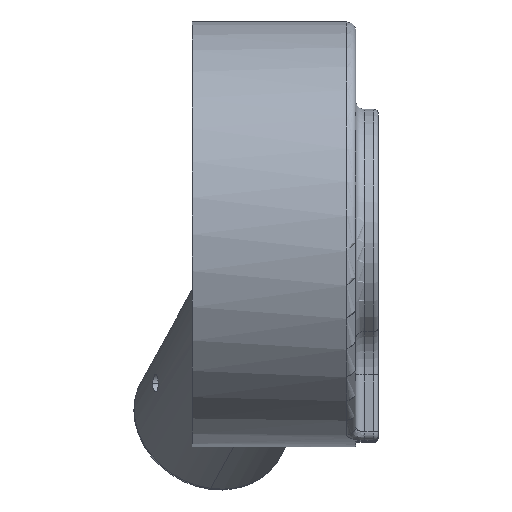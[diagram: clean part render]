
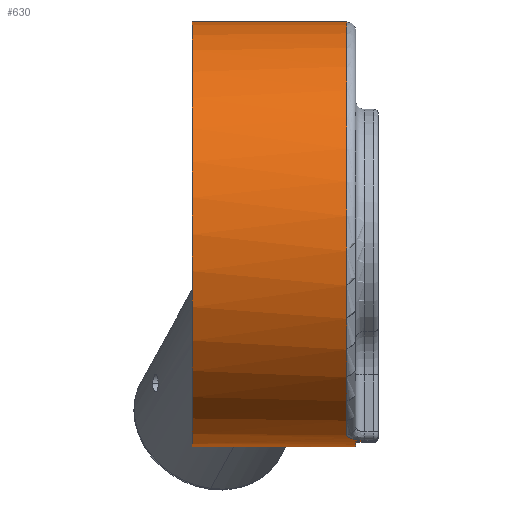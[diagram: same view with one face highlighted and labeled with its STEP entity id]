
A CAD part, left-side view. The second image highlights one B-rep face of the part: STEP entity #630.
In plain terms, the highlighted cylindrical face has radius 47.5 mm (diameter 95 mm), a partial arc.
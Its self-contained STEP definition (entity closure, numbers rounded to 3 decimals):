
#63 = ORIENTED_EDGE ( 'NONE', *, *, #451, .T. ) ;
#67 = EDGE_CURVE ( 'NONE', #2383, #1341, #713, .T. ) ;
#88 = CARTESIAN_POINT ( 'NONE',  ( -9.908, 185.58, 222.419 ) ) ;
#100 = CARTESIAN_POINT ( 'NONE',  ( -20.496, 144.08, 176.114 ) ) ;
#112 = EDGE_CURVE ( 'NONE', #1887, #1496, #1669, .T. ) ;
#113 = CARTESIAN_POINT ( 'NONE',  ( -9.908, 145.08, 222.419 ) ) ;
#161 = CARTESIAN_POINT ( 'NONE',  ( -25.659, 151.08, 177.607 ) ) ;
#191 = CARTESIAN_POINT ( 'NONE',  ( -21.483, 145.08, 176.351 ) ) ;
#232 = DIRECTION ( 'NONE',  ( 0., 1., 0. ) ) ;
#268 = AXIS2_PLACEMENT_3D ( 'NONE', #2425, #2223, #2198 ) ;
#282 = DIRECTION ( 'NONE',  ( 0., 0., 1. ) ) ;
#325 = DIRECTION ( 'NONE',  ( 0., 0., 1. ) ) ;
#353 = CARTESIAN_POINT ( 'NONE',  ( -22.581, 149.795, 176.641 ) ) ;
#362 = DIRECTION ( 'NONE',  ( 0., 1., 0. ) ) ;
#420 = AXIS2_PLACEMENT_3D ( 'NONE', #2593, #768, #325 ) ;
#451 = EDGE_CURVE ( 'NONE', #1301, #1985, #2130, .T. ) ;
#460 = CIRCLE ( 'NONE', #1988, 47.5 ) ;
#471 = DIRECTION ( 'NONE',  ( 0., 1., 0. ) ) ;
#480 = DIRECTION ( 'NONE',  ( 0., 1., 0. ) ) ;
#540 = LINE ( 'NONE', #2581, #852 ) ;
#565 = CARTESIAN_POINT ( 'NONE',  ( -22.977, 150.157, 176.752 ) ) ;
#587 = CARTESIAN_POINT ( 'NONE',  ( -21.942, 148.922, 176.469 ) ) ;
#611 = VECTOR ( 'NONE', #362, 1000. ) ;
#630 = ADVANCED_FACE ( 'NONE', ( #948 ), #2416, .T. ) ;
#666 = VERTEX_POINT ( 'NONE', #918 ) ;
#669 = ORIENTED_EDGE ( 'NONE', *, *, #871, .F. ) ;
#695 = EDGE_CURVE ( 'NONE', #1356, #1887, #1766, .T. ) ;
#713 = B_SPLINE_CURVE_WITH_KNOTS ( 'NONE', 3,
 ( #786, #1626, #2457, #1617, #2217, #587, #2433, #1425, #353, #565, #2229, #2079, #1452, #1871, #1466, #1912, #2485, #1481 ),
 .UNSPECIFIED., .F., .F.,
 ( 4, 2, 2, 2, 2, 2, 2, 2, 4 ),
 ( 0., 0.001, 0.002, 0.002, 0.003, 0.004, 0.005, 0.006, 0.007 ),
 .UNSPECIFIED. ) ;
#736 = AXIS2_PLACEMENT_3D ( 'NONE', #113, #471, #2544 ) ;
#768 = DIRECTION ( 'NONE',  ( 0., 1., 0. ) ) ;
#786 = CARTESIAN_POINT ( 'NONE',  ( -21.483, 147.08, 176.351 ) ) ;
#789 = EDGE_CURVE ( 'NONE', #1743, #666, #540, .T. ) ;
#833 = EDGE_CURVE ( 'NONE', #1985, #2383, #1951, .T. ) ;
#852 = VECTOR ( 'NONE', #1157, 1000. ) ;
#871 = EDGE_CURVE ( 'NONE', #1496, #666, #460, .T. ) ;
#918 = CARTESIAN_POINT ( 'NONE',  ( -9.908, 185.58, 269.919 ) ) ;
#945 = VECTOR ( 'NONE', #480, 1000. ) ;
#948 = FACE_OUTER_BOUND ( 'NONE', #2401, .T. ) ;
#965 = CIRCLE ( 'NONE', #268, 47.5 ) ;
#1031 = ORIENTED_EDGE ( 'NONE', *, *, #695, .F. ) ;
#1157 = DIRECTION ( 'NONE',  ( 0., 1., 0. ) ) ;
#1164 = CARTESIAN_POINT ( 'NONE',  ( -20.496, 149.08, 176.114 ) ) ;
#1213 = CARTESIAN_POINT ( 'NONE',  ( -9.908, 149.08, 174.919 ) ) ;
#1301 = VERTEX_POINT ( 'NONE', #1704 ) ;
#1341 = VERTEX_POINT ( 'NONE', #161 ) ;
#1356 = VERTEX_POINT ( 'NONE', #1164 ) ;
#1389 = DIRECTION ( 'NONE',  ( 0., -1., 0. ) ) ;
#1398 = LINE ( 'NONE', #100, #611 ) ;
#1425 = CARTESIAN_POINT ( 'NONE',  ( -22.401, 149.596, 176.592 ) ) ;
#1452 = CARTESIAN_POINT ( 'NONE',  ( -23.883, 150.709, 177.021 ) ) ;
#1466 = CARTESIAN_POINT ( 'NONE',  ( -24.631, 150.965, 177.258 ) ) ;
#1467 = CARTESIAN_POINT ( 'NONE',  ( -21.483, 151.58, 176.351 ) ) ;
#1481 = CARTESIAN_POINT ( 'NONE',  ( -25.659, 151.08, 177.607 ) ) ;
#1483 = VECTOR ( 'NONE', #232, 1000. ) ;
#1495 = CARTESIAN_POINT ( 'NONE',  ( -9.908, 151.58, 174.919 ) ) ;
#1496 = VERTEX_POINT ( 'NONE', #2121 ) ;
#1617 = CARTESIAN_POINT ( 'NONE',  ( -21.631, 148.17, 176.389 ) ) ;
#1626 = CARTESIAN_POINT ( 'NONE',  ( -21.483, 147.357, 176.351 ) ) ;
#1669 = LINE ( 'NONE', #1495, #1483 ) ;
#1704 = CARTESIAN_POINT ( 'NONE',  ( -20.496, 145.08, 176.114 ) ) ;
#1743 = VERTEX_POINT ( 'NONE', #2311 ) ;
#1766 = CIRCLE ( 'NONE', #2461, 47.5 ) ;
#1801 = ORIENTED_EDGE ( 'NONE', *, *, #112, .F. ) ;
#1871 = CARTESIAN_POINT ( 'NONE',  ( -24.377, 150.895, 177.176 ) ) ;
#1887 = VERTEX_POINT ( 'NONE', #1213 ) ;
#1912 = CARTESIAN_POINT ( 'NONE',  ( -25.141, 151.057, 177.427 ) ) ;
#1951 = LINE ( 'NONE', #1467, #945 ) ;
#1980 = ORIENTED_EDGE ( 'NONE', *, *, #2349, .T. ) ;
#1984 = CARTESIAN_POINT ( 'NONE',  ( -9.908, 149.08, 222.419 ) ) ;
#1985 = VERTEX_POINT ( 'NONE', #191 ) ;
#1988 = AXIS2_PLACEMENT_3D ( 'NONE', #88, #2171, #282 ) ;
#2079 = CARTESIAN_POINT ( 'NONE',  ( -23.646, 150.594, 176.949 ) ) ;
#2121 = CARTESIAN_POINT ( 'NONE',  ( -9.908, 185.58, 174.919 ) ) ;
#2130 = CIRCLE ( 'NONE', #736, 47.5 ) ;
#2146 = ORIENTED_EDGE ( 'NONE', *, *, #67, .T. ) ;
#2171 = DIRECTION ( 'NONE',  ( 0., 1., 0. ) ) ;
#2198 = DIRECTION ( 'NONE',  ( 0., 0., -1. ) ) ;
#2216 = DIRECTION ( 'NONE',  ( 0., 0., -1. ) ) ;
#2217 = CARTESIAN_POINT ( 'NONE',  ( -21.718, 148.428, 176.411 ) ) ;
#2223 = DIRECTION ( 'NONE',  ( 0., 1., 0. ) ) ;
#2229 = CARTESIAN_POINT ( 'NONE',  ( -23.195, 150.319, 176.815 ) ) ;
#2268 = ORIENTED_EDGE ( 'NONE', *, *, #789, .T. ) ;
#2311 = CARTESIAN_POINT ( 'NONE',  ( -9.908, 151.08, 269.919 ) ) ;
#2313 = EDGE_CURVE ( 'NONE', #1301, #1356, #1398, .T. ) ;
#2349 = EDGE_CURVE ( 'NONE', #1341, #1743, #965, .T. ) ;
#2381 = CARTESIAN_POINT ( 'NONE',  ( -21.483, 147.08, 176.351 ) ) ;
#2383 = VERTEX_POINT ( 'NONE', #2381 ) ;
#2401 = EDGE_LOOP ( 'NONE', ( #1801, #1031, #2508, #63, #2682, #2146, #1980, #2268, #669 ) ) ;
#2416 = CYLINDRICAL_SURFACE ( 'NONE', #420, 47.5 ) ;
#2425 = CARTESIAN_POINT ( 'NONE',  ( -9.908, 151.08, 222.419 ) ) ;
#2433 = CARTESIAN_POINT ( 'NONE',  ( -22.082, 149.161, 176.506 ) ) ;
#2457 = CARTESIAN_POINT ( 'NONE',  ( -21.513, 147.632, 176.359 ) ) ;
#2461 = AXIS2_PLACEMENT_3D ( 'NONE', #1984, #1389, #2216 ) ;
#2485 = CARTESIAN_POINT ( 'NONE',  ( -25.399, 151.08, 177.515 ) ) ;
#2508 = ORIENTED_EDGE ( 'NONE', *, *, #2313, .F. ) ;
#2544 = DIRECTION ( 'NONE',  ( 0., 0., 1. ) ) ;
#2581 = CARTESIAN_POINT ( 'NONE',  ( -9.908, 151.58, 269.919 ) ) ;
#2593 = CARTESIAN_POINT ( 'NONE',  ( -9.908, 151.58, 222.419 ) ) ;
#2682 = ORIENTED_EDGE ( 'NONE', *, *, #833, .T. ) ;
